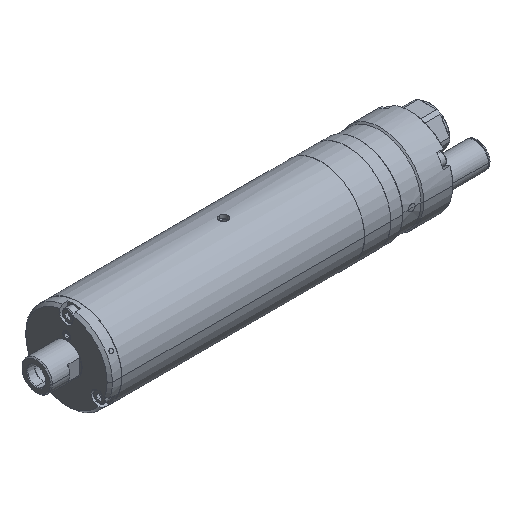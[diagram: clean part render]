
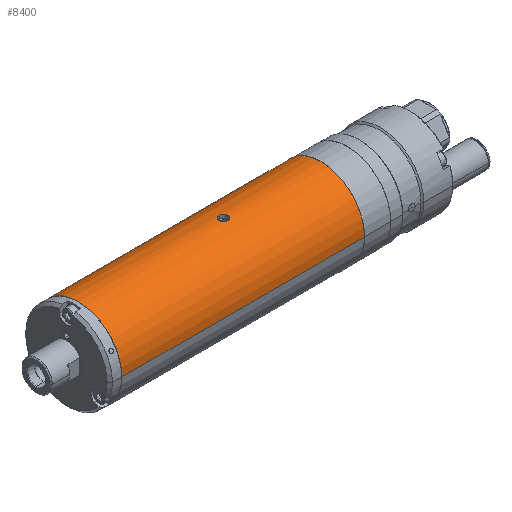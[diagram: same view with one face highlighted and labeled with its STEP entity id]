
A CAD part, isometric view. The second image highlights one B-rep face of the part: STEP entity #8400.
In plain terms, the highlighted cylindrical face has radius 16.5 mm (diameter 33 mm), a partial arc.
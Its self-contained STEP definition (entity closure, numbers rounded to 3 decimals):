
#27 = EDGE_CURVE ( 'NONE', #7541, #3727, #7730, .T. ) ;
#147 = CARTESIAN_POINT ( 'NONE',  ( 8.889, -12.141, -0.676 ) ) ;
#420 = AXIS2_PLACEMENT_3D ( 'NONE', #2367, #2519, #2356 ) ;
#446 = CARTESIAN_POINT ( 'NONE',  ( 6.164, -11.78, -0.696 ) ) ;
#787 = CARTESIAN_POINT ( 'NONE',  ( 6.163, -13.961, -0.696 ) ) ;
#816 = AXIS2_PLACEMENT_3D ( 'NONE', #6528, #6526, #6512 ) ;
#994 = CARTESIAN_POINT ( 'NONE',  ( 5.767, -12.654, -0.661 ) ) ;
#1129 = VERTEX_POINT ( 'NONE', #1877 ) ;
#1168 = ORIENTED_EDGE ( 'NONE', *, *, #7171, .F. ) ;
#1535 = CARTESIAN_POINT ( 'NONE',  ( -47.594, -29.371, -17.16 ) ) ;
#1877 = CARTESIAN_POINT ( 'NONE',  ( -47.594, 3.629, -17.16 ) ) ;
#2252 = AXIS2_PLACEMENT_3D ( 'NONE', #3788, #3765, #5670 ) ;
#2356 = DIRECTION ( 'NONE',  ( 0., -1., 0. ) ) ;
#2367 = CARTESIAN_POINT ( 'NONE',  ( 44.406, -12.871, -17.16 ) ) ;
#2405 = VECTOR ( 'NONE', #4747, 1000. ) ;
#2427 = LINE ( 'NONE', #4836, #2405 ) ;
#2519 = DIRECTION ( 'NONE',  ( 1., 0., 0. ) ) ;
#2757 = ORIENTED_EDGE ( 'NONE', *, *, #6119, .F. ) ;
#3058 = EDGE_LOOP ( 'NONE', ( #6856, #1168 ) ) ;
#3165 = CARTESIAN_POINT ( 'NONE',  ( 5.973, -13.697, -0.681 ) ) ;
#3204 = CARTESIAN_POINT ( 'NONE',  ( 7.406, -14.521, -0.743 ) ) ;
#3206 = CARTESIAN_POINT ( 'NONE',  ( 7.188, -14.521, -0.743 ) ) ;
#3232 = CARTESIAN_POINT ( 'NONE',  ( 6.971, -14.478, -0.738 ) ) ;
#3239 = CARTESIAN_POINT ( 'NONE',  ( 6.574, -14.313, -0.723 ) ) ;
#3255 = CARTESIAN_POINT ( 'NONE',  ( 6.391, -14.19, -0.712 ) ) ;
#3329 = CARTESIAN_POINT ( 'NONE',  ( 6.093, -13.876, -0.691 ) ) ;
#3349 = CARTESIAN_POINT ( 'NONE',  ( 5.923, -13.602, -0.676 ) ) ;
#3352 = CARTESIAN_POINT ( 'NONE',  ( 44.406, -29.371, -17.16 ) ) ;
#3368 = CARTESIAN_POINT ( 'NONE',  ( 5.84, -13.402, -0.668 ) ) ;
#3389 = CARTESIAN_POINT ( 'NONE',  ( 5.767, -13.087, -0.661 ) ) ;
#3395 = DIRECTION ( 'NONE',  ( 1., 0., 0. ) ) ;
#3426 = CARTESIAN_POINT ( 'NONE',  ( 5.756, -12.979, -0.66 ) ) ;
#3454 = CARTESIAN_POINT ( 'NONE',  ( 5.756, -12.761, -0.66 ) ) ;
#3484 = CARTESIAN_POINT ( 'NONE',  ( 5.841, -12.338, -0.669 ) ) ;
#3539 = CARTESIAN_POINT ( 'NONE',  ( 5.924, -12.139, -0.676 ) ) ;
#3546 = CARTESIAN_POINT ( 'NONE',  ( 5.975, -12.044, -0.681 ) ) ;
#3615 = CARTESIAN_POINT ( 'NONE',  ( 6.094, -11.865, -0.691 ) ) ;
#3634 = CIRCLE ( 'NONE', #2252, 16.5 ) ;
#3655 = CARTESIAN_POINT ( 'NONE',  ( 6.392, -11.552, -0.712 ) ) ;
#3708 = CARTESIAN_POINT ( 'NONE',  ( 6.974, -11.265, -0.738 ) ) ;
#3727 = VERTEX_POINT ( 'NONE', #7194 ) ;
#3735 = CARTESIAN_POINT ( 'NONE',  ( 7.406, -11.221, -0.743 ) ) ;
#3754 = CARTESIAN_POINT ( 'NONE',  ( 7.191, -11.221, -0.743 ) ) ;
#3765 = DIRECTION ( 'NONE',  ( 1., 0., 0. ) ) ;
#3788 = CARTESIAN_POINT ( 'NONE',  ( 44.406, -12.871, -17.16 ) ) ;
#3829 = VERTEX_POINT ( 'NONE', #7223 ) ;
#3893 = CARTESIAN_POINT ( 'NONE',  ( 8.725, -13.886, -0.691 ) ) ;
#4086 = CARTESIAN_POINT ( 'NONE',  ( 5.809, -12.443, -0.665 ) ) ;
#4589 = CARTESIAN_POINT ( 'NONE',  ( 6.576, -11.429, -0.723 ) ) ;
#4747 = DIRECTION ( 'NONE',  ( 1., 0., 0. ) ) ;
#4836 = CARTESIAN_POINT ( 'NONE',  ( 44.406, 3.629, -17.16 ) ) ;
#4877 = CARTESIAN_POINT ( 'NONE',  ( 7.622, -14.511, -0.742 ) ) ;
#4884 = CARTESIAN_POINT ( 'NONE',  ( 7.515, -14.521, -0.743 ) ) ;
#5024 = CARTESIAN_POINT ( 'NONE',  ( 7.938, -14.437, -0.735 ) ) ;
#5025 = CARTESIAN_POINT ( 'NONE',  ( 9.056, -13.087, -0.66 ) ) ;
#5060 = CARTESIAN_POINT ( 'NONE',  ( 7.406, -14.521, -0.743 ) ) ;
#5071 = CARTESIAN_POINT ( 'NONE',  ( 7.833, -14.469, -0.738 ) ) ;
#5086 = CARTESIAN_POINT ( 'NONE',  ( 8.233, -14.303, -0.722 ) ) ;
#5114 = CARTESIAN_POINT ( 'NONE',  ( 8.138, -14.354, -0.727 ) ) ;
#5138 = CARTESIAN_POINT ( 'NONE',  ( 9.013, -13.305, -0.665 ) ) ;
#5145 = CARTESIAN_POINT ( 'NONE',  ( 8.412, -14.184, -0.712 ) ) ;
#5157 = CARTESIAN_POINT ( 'NONE',  ( 8.497, -14.114, -0.707 ) ) ;
#5165 = CARTESIAN_POINT ( 'NONE',  ( 8.848, -13.702, -0.68 ) ) ;
#5173 = CARTESIAN_POINT ( 'NONE',  ( 9.045, -12.655, -0.661 ) ) ;
#5194 = CARTESIAN_POINT ( 'NONE',  ( 9.056, -12.764, -0.66 ) ) ;
#5231 = CARTESIAN_POINT ( 'NONE',  ( 9.003, -12.443, -0.665 ) ) ;
#5240 = CARTESIAN_POINT ( 'NONE',  ( 8.972, -12.34, -0.668 ) ) ;
#5255 = CARTESIAN_POINT ( 'NONE',  ( 8.838, -12.044, -0.681 ) ) ;
#5261 = CARTESIAN_POINT ( 'NONE',  ( 8.65, -11.782, -0.696 ) ) ;
#5270 = CARTESIAN_POINT ( 'NONE',  ( 8.718, -11.865, -0.691 ) ) ;
#5290 = CARTESIAN_POINT ( 'NONE',  ( 8.234, -11.44, -0.722 ) ) ;
#5297 = CARTESIAN_POINT ( 'NONE',  ( 8.496, -11.628, -0.707 ) ) ;
#5317 = CARTESIAN_POINT ( 'NONE',  ( 8.413, -11.56, -0.712 ) ) ;
#5342 = CARTESIAN_POINT ( 'NONE',  ( 8.138, -11.388, -0.727 ) ) ;
#5355 = CARTESIAN_POINT ( 'NONE',  ( 7.835, -11.274, -0.738 ) ) ;
#5358 = CARTESIAN_POINT ( 'NONE',  ( 7.938, -11.306, -0.735 ) ) ;
#5429 = EDGE_CURVE ( 'NONE', #5685, #3829, #3634, .T. ) ;
#5444 = ORIENTED_EDGE ( 'NONE', *, *, #8204, .T. ) ;
#5473 = CARTESIAN_POINT ( 'NONE',  ( 7.406, -11.221, -0.743 ) ) ;
#5480 = CARTESIAN_POINT ( 'NONE',  ( 7.623, -11.232, -0.742 ) ) ;
#5493 = ORIENTED_EDGE ( 'NONE', *, *, #5429, .F. ) ;
#5511 = CARTESIAN_POINT ( 'NONE',  ( 7.514, -11.221, -0.743 ) ) ;
#5670 = DIRECTION ( 'NONE',  ( 0., -1., 0. ) ) ;
#5685 = VERTEX_POINT ( 'NONE', #7982 ) ;
#6119 = EDGE_CURVE ( 'NONE', #1129, #5685, #2427, .T. ) ;
#6512 = DIRECTION ( 'NONE',  ( 0., -1., 0. ) ) ;
#6526 = DIRECTION ( 'NONE',  ( 1., 0., 0. ) ) ;
#6528 = CARTESIAN_POINT ( 'NONE',  ( -47.594, -12.871, -17.16 ) ) ;
#6597 = CYLINDRICAL_SURFACE ( 'NONE', #420, 16.5 ) ;
#6619 = FACE_OUTER_BOUND ( 'NONE', #7511, .T. ) ;
#6676 = FACE_BOUND ( 'NONE', #3058, .T. ) ;
#6762 = ORIENTED_EDGE ( 'NONE', *, *, #7657, .T. ) ;
#6856 = ORIENTED_EDGE ( 'NONE', *, *, #27, .F. ) ;
#6862 = B_SPLINE_CURVE_WITH_KNOTS ( 'NONE', 3,
 ( #3735, #3754, #3708, #4589, #3655, #446, #3615, #3546, #3539, #3484, #4086, #994, #3454, #3426, #3389, #8265, #3368, #3349, #3165, #3329, #787, #3255, #3239, #3232, #3206, #3204 ),
 .UNSPECIFIED., .F., .F.,
 ( 4, 2, 2, 2, 2, 2, 2, 2, 2, 2, 2, 2, 4 ),
 ( 0.005, 0.006, 0.006, 0.007, 0.007, 0.007, 0.008, 0.008, 0.008, 0.009, 0.009, 0.01, 0.01 ),
 .UNSPECIFIED. ) ;
#6974 = VECTOR ( 'NONE', #3395, 1000. ) ;
#6988 = LINE ( 'NONE', #3352, #6974 ) ;
#7171 = EDGE_CURVE ( 'NONE', #3727, #7541, #6862, .T. ) ;
#7194 = CARTESIAN_POINT ( 'NONE',  ( 7.406, -11.221, -0.743 ) ) ;
#7223 = CARTESIAN_POINT ( 'NONE',  ( 44.406, -29.371, -17.16 ) ) ;
#7511 = EDGE_LOOP ( 'NONE', ( #2757, #6762, #5444, #5493 ) ) ;
#7541 = VERTEX_POINT ( 'NONE', #7663 ) ;
#7657 = EDGE_CURVE ( 'NONE', #1129, #8501, #8114, .T. ) ;
#7663 = CARTESIAN_POINT ( 'NONE',  ( 7.406, -14.521, -0.743 ) ) ;
#7730 = B_SPLINE_CURVE_WITH_KNOTS ( 'NONE', 3,
 ( #5060, #4884, #4877, #5071, #5024, #5114, #5086, #5145, #5157, #3893, #5165, #5138, #5025, #5194, #5173, #5231, #5240, #147, #5255, #5270, #5261, #5297, #5317, #5290, #5342, #5358, #5355, #5480, #5511, #5473 ),
 .UNSPECIFIED., .F., .F.,
 ( 4, 2, 2, 2, 2, 2, 2, 2, 2, 2, 2, 2, 2, 2, 4 ),
 ( 0., 0., 0.001, 0.001, 0.001, 0.002, 0.003, 0.003, 0.003, 0.004, 0.004, 0.004, 0.005, 0.005, 0.005 ),
 .UNSPECIFIED. ) ;
#7982 = CARTESIAN_POINT ( 'NONE',  ( 44.406, 3.629, -17.16 ) ) ;
#8114 = CIRCLE ( 'NONE', #816, 16.5 ) ;
#8204 = EDGE_CURVE ( 'NONE', #8501, #3829, #6988, .T. ) ;
#8265 = CARTESIAN_POINT ( 'NONE',  ( 5.808, -13.298, -0.665 ) ) ;
#8400 = ADVANCED_FACE ( 'NONE', ( #6619, #6676 ), #6597, .T. ) ;
#8501 = VERTEX_POINT ( 'NONE', #1535 ) ;
